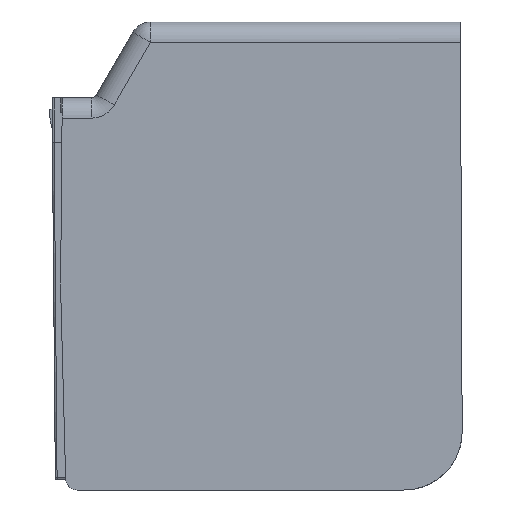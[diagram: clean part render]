
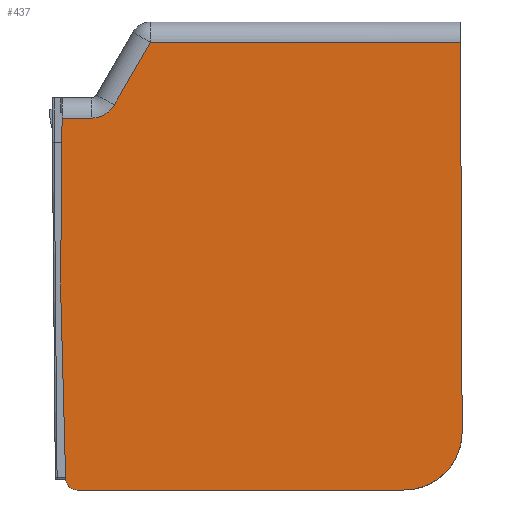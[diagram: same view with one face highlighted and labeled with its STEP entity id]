
A CAD part, front view. The second image highlights one B-rep face of the part: STEP entity #437.
In plain terms, the highlighted planar face has unit normal (0, -1, 0).
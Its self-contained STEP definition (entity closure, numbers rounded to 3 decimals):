
#201=PLANE('',#5723);
#437=ADVANCED_FACE('',(#871),#201,.T.);
#871=FACE_OUTER_BOUND('',#1172,.T.);
#1172=EDGE_LOOP('',(#3388,#3389,#3390,#3391,#3392,#3393,#3394,#3395,#3396,
#3397,#3398));
#1346=CIRCLE('',#5567,10.);
#1349=CIRCLE('',#5582,2.);
#1391=CIRCLE('',#5722,4.5);
#1451=LINE('',#7531,#1907);
#1506=LINE('',#7813,#1962);
#1578=LINE('',#8163,#2034);
#1726=LINE('',#8658,#2182);
#1825=LINE('',#9131,#2281);
#1826=LINE('',#9132,#2282);
#1827=LINE('',#9133,#2283);
#1828=LINE('',#9135,#2284);
#1907=VECTOR('',#5908,1.);
#1962=VECTOR('',#6029,1.);
#2034=VECTOR('',#6273,1.);
#2182=VECTOR('',#6747,1.);
#2281=VECTOR('',#7124,1.);
#2282=VECTOR('',#7125,1.);
#2283=VECTOR('',#7126,1.);
#2284=VECTOR('',#7127,1.);
#3388=ORIENTED_EDGE('',*,*,#5018,.T.);
#3389=ORIENTED_EDGE('',*,*,#5019,.T.);
#3390=ORIENTED_EDGE('',*,*,#4395,.T.);
#3391=ORIENTED_EDGE('',*,*,#5020,.T.);
#3392=ORIENTED_EDGE('',*,*,#4843,.F.);
#3393=ORIENTED_EDGE('',*,*,#4841,.T.);
#3394=ORIENTED_EDGE('',*,*,#4478,.F.);
#3395=ORIENTED_EDGE('',*,*,#4823,.T.);
#3396=ORIENTED_EDGE('',*,*,#4609,.F.);
#3397=ORIENTED_EDGE('',*,*,#5021,.T.);
#3398=ORIENTED_EDGE('',*,*,#5022,.T.);
#3915=VERTEX_POINT('',#7532);
#3916=VERTEX_POINT('',#7533);
#3992=VERTEX_POINT('',#7812);
#3993=VERTEX_POINT('',#7814);
#4084=VERTEX_POINT('',#8162);
#4085=VERTEX_POINT('',#8164);
#4226=VERTEX_POINT('',#8655);
#4227=VERTEX_POINT('',#8659);
#4328=VERTEX_POINT('',#9129);
#4329=VERTEX_POINT('',#9130);
#4330=VERTEX_POINT('',#9134);
#4395=EDGE_CURVE('',#3915,#3916,#1451,.T.);
#4478=EDGE_CURVE('',#3992,#3993,#1506,.T.);
#4609=EDGE_CURVE('',#4084,#4085,#1578,.T.);
#4823=EDGE_CURVE('',#3992,#4085,#1346,.T.);
#4841=EDGE_CURVE('',#4226,#3993,#1349,.T.);
#4843=EDGE_CURVE('',#4226,#4227,#1726,.T.);
#5018=EDGE_CURVE('',#4328,#4329,#1391,.T.);
#5019=EDGE_CURVE('',#4329,#3915,#1825,.T.);
#5020=EDGE_CURVE('',#3916,#4227,#1826,.T.);
#5021=EDGE_CURVE('',#4084,#4330,#1827,.T.);
#5022=EDGE_CURVE('',#4330,#4328,#1828,.T.);
#5567=AXIS2_PLACEMENT_3D('',#8618,#6701,#6702);
#5582=AXIS2_PLACEMENT_3D('',#8654,#6742,#6743);
#5722=AXIS2_PLACEMENT_3D('',#9128,#7122,#7123);
#5723=AXIS2_PLACEMENT_3D('',#9136,#7128,#7129);
#5908=DIRECTION('',(-0.009,0.,-1.));
#6029=DIRECTION('',(-1.,0.,0.));
#6273=DIRECTION('',(0.004,0.,-1.));
#6701=DIRECTION('',(0.,-1.,0.));
#6702=DIRECTION('',(0.,0.,-1.));
#6742=DIRECTION('',(0.,-1.,0.));
#6743=DIRECTION('',(0.,0.,-1.));
#6747=DIRECTION('',(-0.026,0.,1.));
#7122=DIRECTION('',(0.,1.,0.));
#7123=DIRECTION('',(0.,0.,-1.));
#7124=DIRECTION('',(-1.,0.,0.));
#7125=DIRECTION('',(0.,0.,-1.));
#7126=DIRECTION('',(-1.,0.,0.));
#7127=DIRECTION('',(-0.5,0.,-0.866));
#7128=DIRECTION('',(0.,-1.,0.));
#7129=DIRECTION('',(1.,0.,0.));
#7531=CARTESIAN_POINT('',(1.044,-52.5,-66.424));
#7532=CARTESIAN_POINT('',(1.66,-52.5,4.2));
#7533=CARTESIAN_POINT('',(1.409,-52.5,-24.6));
#7812=CARTESIAN_POINT('',(60.309,-52.5,-59.6));
#7813=CARTESIAN_POINT('',(70.,-52.5,-59.6));
#7814=CARTESIAN_POINT('',(4.268,-52.5,-59.6));
#8162=CARTESIAN_POINT('',(70.017,-52.5,17.2));
#8163=CARTESIAN_POINT('',(70.,-52.5,21.2));
#8164=CARTESIAN_POINT('',(70.309,-52.5,-49.556));
#8618=CARTESIAN_POINT('',(60.309,-52.5,-49.6));
#8654=CARTESIAN_POINT('',(4.268,-52.5,-57.6));
#8655=CARTESIAN_POINT('',(2.269,-52.5,-57.652));
#8658=CARTESIAN_POINT('',(1.409,-52.5,-24.8));
#8659=CARTESIAN_POINT('',(1.409,-52.5,-24.8));
#9128=CARTESIAN_POINT('',(6.709,-52.5,8.7));
#9129=CARTESIAN_POINT('',(10.606,-52.5,6.45));
#9130=CARTESIAN_POINT('',(6.709,-52.5,4.2));
#9131=CARTESIAN_POINT('',(101.409,-52.5,4.2));
#9132=CARTESIAN_POINT('',(1.409,-52.5,-67.3));
#9133=CARTESIAN_POINT('',(101.409,-52.5,17.2));
#9134=CARTESIAN_POINT('',(16.812,-52.5,17.2));
#9135=CARTESIAN_POINT('',(1.372,-52.5,-9.544));
#9136=CARTESIAN_POINT('',(101.409,-52.5,-67.3));
